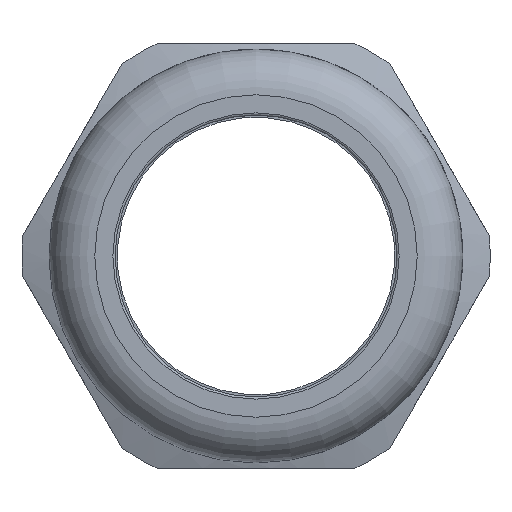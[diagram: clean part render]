
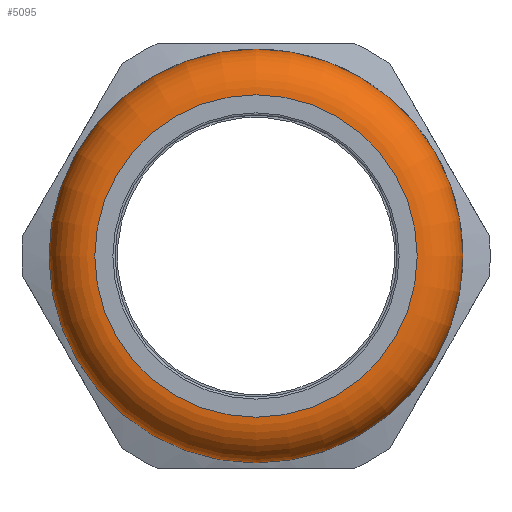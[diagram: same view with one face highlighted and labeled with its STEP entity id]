
A CAD part, left-side view. The second image highlights one B-rep face of the part: STEP entity #5095.
In plain terms, the highlighted toroidal (fillet/blend) face has major radius 22.035 mm and minor radius 6.25 mm.
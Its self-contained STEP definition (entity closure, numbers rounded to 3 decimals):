
#1132=FACE_BOUND('',#1518,.T.);
#1202=FACE_OUTER_BOUND('',#1517,.T.);
#1517=EDGE_LOOP('',(#3595));
#1518=EDGE_LOOP('',(#3596));
#1841=CIRCLE('',#5429,22.035);
#1859=CIRCLE('',#5467,28.285);
#2172=VERTEX_POINT('',#7705);
#2208=VERTEX_POINT('',#10265);
#2702=EDGE_CURVE('',#2172,#2172,#1841,.T.);
#2755=EDGE_CURVE('',#2208,#2208,#1859,.T.);
#3595=ORIENTED_EDGE('',*,*,#2755,.F.);
#3596=ORIENTED_EDGE('',*,*,#2702,.T.);
#5036=TOROIDAL_SURFACE('',#5466,22.035,6.25);
#5095=ADVANCED_FACE('',(#1202,#1132),#5036,.T.);
#5429=AXIS2_PLACEMENT_3D('',#7706,#6087,#6088);
#5466=AXIS2_PLACEMENT_3D('',#10264,#6176,#6177);
#5467=AXIS2_PLACEMENT_3D('',#10266,#6178,#6179);
#6087=DIRECTION('center_axis',(1.,0.,0.));
#6088=DIRECTION('ref_axis',(0.,0.,-1.));
#6176=DIRECTION('center_axis',(1.,0.,0.));
#6177=DIRECTION('ref_axis',(0.,0.,-1.));
#6178=DIRECTION('center_axis',(1.,0.,0.));
#6179=DIRECTION('ref_axis',(0.,0.,-1.));
#7705=CARTESIAN_POINT('',(-29.09,22.035,0.));
#7706=CARTESIAN_POINT('Origin',(-29.09,0.,0.));
#10264=CARTESIAN_POINT('Origin',(-22.84,0.,0.));
#10265=CARTESIAN_POINT('',(-22.84,28.285,0.));
#10266=CARTESIAN_POINT('Origin',(-22.84,0.,0.));
